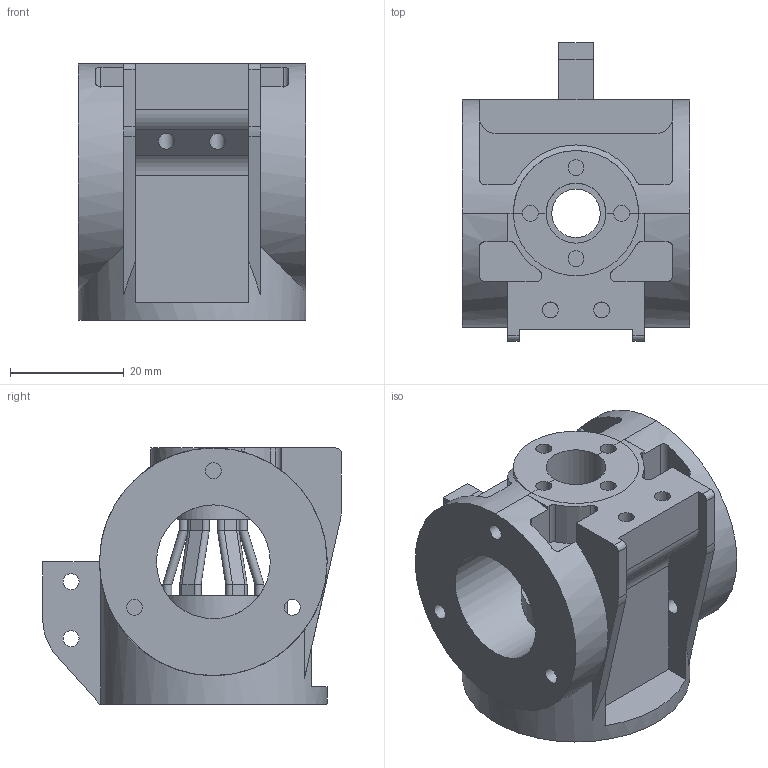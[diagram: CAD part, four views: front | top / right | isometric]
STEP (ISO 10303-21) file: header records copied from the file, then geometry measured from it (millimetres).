
FILE_DESCRIPTION(('FreeCAD Model'),'2;1');
FILE_NAME('Corps-V1_0_4.step','2020-04-01T11:59:23',('Almisuifre'),(''), 'Open CASCADE STEP processor 6.8','FreeCAD','Unknown');
FILE_SCHEMA(('AUTOMOTIVE_DESIGN_CC2 { 1 2 10303 214 -1 1 5 4 }'));
Length unit declared in the file: millimetre
Products named in the file (1): Corps-V1_0_4
Bounding box: 40 x 52.5 x 45 mm (x, y, z)
Volume: 38554.1 mm3; surface area: 16278.6 mm2
Topology: 1 solids, 1 shells, 201 faces, 515 edges, 322 vertices
Faces by surface type: plane 101, cylinder 86, bspline 12, cone 1, torus 1
Full cylindrical faces by diameter (mm): 2.8 x17, 8.52 x1, 10.54 x1, 14.3 x2, 20 x1, 20.8 x1
Entity records: 16432 total; most frequent: CARTESIAN_POINT 6691, DIRECTION 1654, ORIENTED_EDGE 1030, PCURVE 1030, DEFINITIONAL_REPRESENTATION 1030, LINE 835, VECTOR 835, EDGE_CURVE 515
